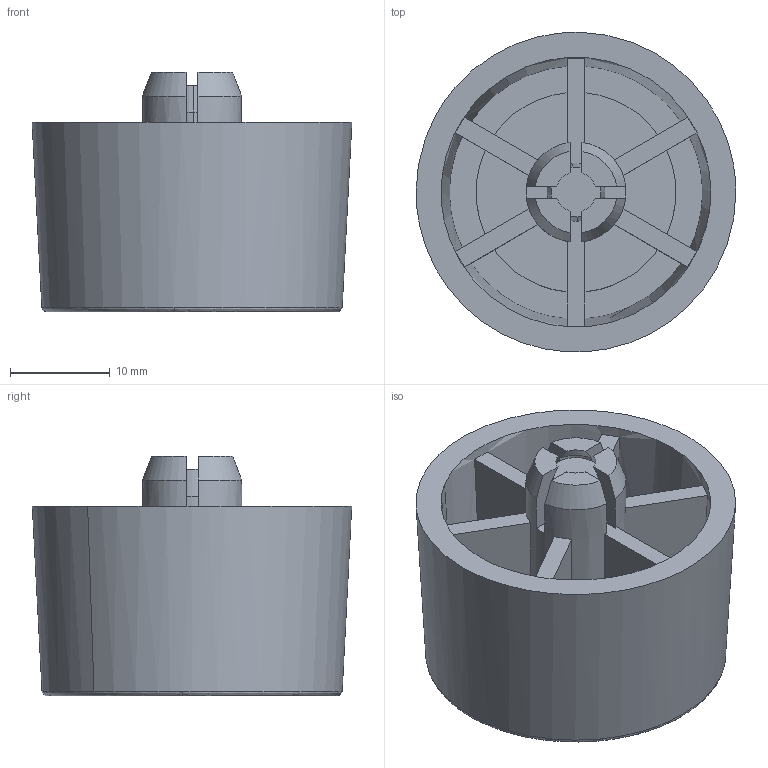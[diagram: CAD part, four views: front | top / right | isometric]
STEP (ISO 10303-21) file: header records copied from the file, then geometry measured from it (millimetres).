
FILE_DESCRIPTION((''),'2;1');
FILE_NAME('','2005-12-14T14:53:06',(''),(''),'','CADfix','');
FILE_SCHEMA(('AUTOMOTIVE_DESIGN'));
Length unit declared in the file: millimetre
Products named in the file (3): pin; foot; TM_127_3_14979_36
Assembly tree (2 placements, depth 2):
  TM_127_3_14979_36
    pin
    foot
Bounding box: 32 x 31.96 x 24 mm (x, y, z)
Volume: 9055.6 mm3; surface area: 7384.1 mm2
Topology: 2 solids, 2 shells, 97 faces, 305 edges, 217 vertices
Faces by surface type: bspline 97
Entity records: 3511 total; most frequent: CARTESIAN_POINT 1797, ORIENTED_EDGE 610, EDGE_CURVE 305, VERTEX_POINT 217, QUASI_UNIFORM_CURVE 134, EDGE_LOOP 104, FACE_OUTER_BOUND 97, ADVANCED_FACE 97
